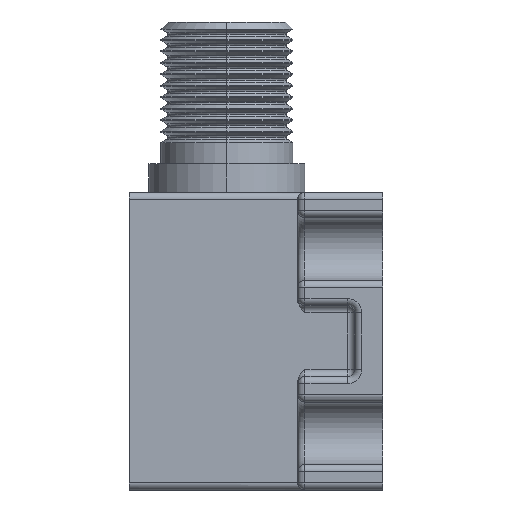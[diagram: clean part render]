
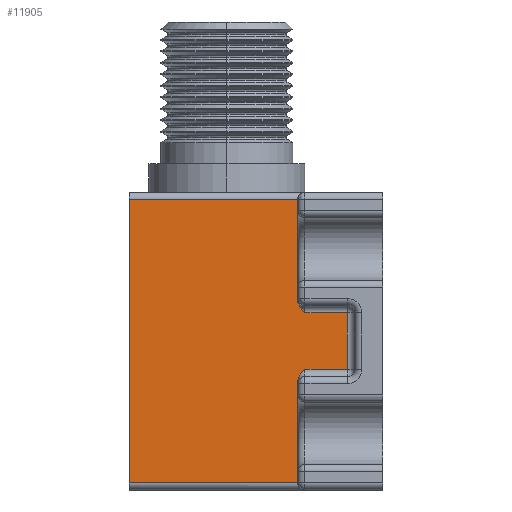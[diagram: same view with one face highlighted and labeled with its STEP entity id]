
A CAD part, left-side view. The second image highlights one B-rep face of the part: STEP entity #11905.
In plain terms, the highlighted planar face has unit normal (-1, 0, 0).
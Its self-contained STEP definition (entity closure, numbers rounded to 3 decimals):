
#94 = CARTESIAN_POINT ( 'NONE',  ( -29., 0., 10.5 ) ) ;
#390 = ORIENTED_EDGE ( 'NONE', *, *, #19143, .F. ) ;
#422 = CARTESIAN_POINT ( 'NONE',  ( -29., 17.9, 10.5 ) ) ;
#497 = ORIENTED_EDGE ( 'NONE', *, *, #19053, .F. ) ;
#603 = VERTEX_POINT ( 'NONE', #15936 ) ;
#995 = VERTEX_POINT ( 'NONE', #13200 ) ;
#1106 = DIRECTION ( 'NONE',  ( 0., -1., 0. ) ) ;
#1781 = VERTEX_POINT ( 'NONE', #11983 ) ;
#1910 = VECTOR ( 'NONE', #11643, 1000. ) ;
#1959 = CARTESIAN_POINT ( 'NONE',  ( -29., 5.5, -2. ) ) ;
#1976 = EDGE_CURVE ( 'NONE', #995, #9080, #7838, .T. ) ;
#2601 = CARTESIAN_POINT ( 'NONE',  ( -29., 6., 2.866 ) ) ;
#3313 = ORIENTED_EDGE ( 'NONE', *, *, #1976, .T. ) ;
#3433 = CARTESIAN_POINT ( 'NONE',  ( -29., 2.5, 2. ) ) ;
#4061 = CARTESIAN_POINT ( 'NONE',  ( -29., 5.5, -2. ) ) ;
#4218 = EDGE_CURVE ( 'NONE', #16471, #14400, #8622, .T. ) ;
#4919 = ORIENTED_EDGE ( 'NONE', *, *, #9193, .T. ) ;
#5884 = AXIS2_PLACEMENT_3D ( 'NONE', #94, #11539, #18119 ) ;
#5948 = LINE ( 'NONE', #17516, #6112 ) ;
#5982 = LINE ( 'NONE', #17231, #8694 ) ;
#6112 = VECTOR ( 'NONE', #12647, 1000. ) ;
#6586 = EDGE_CURVE ( 'NONE', #14400, #1781, #15892, .T. ) ;
#6900 = PLANE ( 'NONE',  #5884 ) ;
#7311 = CARTESIAN_POINT ( 'NONE',  ( -29., 6., 2.866 ) ) ;
#7367 = EDGE_LOOP ( 'NONE', ( #12526, #8821, #390, #17711, #4919, #18294, #3313, #20035, #497, #19706 ) ) ;
#7791 = DIRECTION ( 'NONE',  ( 0., 0., -1. ) ) ;
#7838 = LINE ( 'NONE', #17659, #17524 ) ;
#7883 = CARTESIAN_POINT ( 'NONE',  ( -29., 5.744, 2.244 ) ) ;
#8429 = VECTOR ( 'NONE', #1106, 1000. ) ;
#8619 = FACE_OUTER_BOUND ( 'NONE', #7367, .T. ) ;
#8622 = LINE ( 'NONE', #422, #16374 ) ;
#8694 = VECTOR ( 'NONE', #12568, 1000. ) ;
#8728 = DIRECTION ( 'NONE',  ( 0., 1., 0. ) ) ;
#8821 = ORIENTED_EDGE ( 'NONE', *, *, #6586, .T. ) ;
#9040 = CARTESIAN_POINT ( 'NONE',  ( -29., 17.9, 10. ) ) ;
#9080 = VERTEX_POINT ( 'NONE', #18728 ) ;
#9193 = EDGE_CURVE ( 'NONE', #16385, #13139, #5982, .T. ) ;
#9241 = CARTESIAN_POINT ( 'NONE',  ( -29., 17.9, 10. ) ) ;
#9382 = CARTESIAN_POINT ( 'NONE',  ( -29., 6., 2.693 ) ) ;
#9453 = DIRECTION ( 'NONE',  ( 0., 1., 0. ) ) ;
#10242 = EDGE_CURVE ( 'NONE', #603, #16471, #10674, .T. ) ;
#10674 = LINE ( 'NONE', #9040, #19433 ) ;
#10854 = CARTESIAN_POINT ( 'NONE',  ( -29., 2.5, -2. ) ) ;
#11118 = CARTESIAN_POINT ( 'NONE',  ( -29., 5.621, 2.121 ) ) ;
#11539 = DIRECTION ( 'NONE',  ( 1., 0., 0. ) ) ;
#11643 = DIRECTION ( 'NONE',  ( 0., 0., 1. ) ) ;
#11905 = ADVANCED_FACE ( 'NONE', ( #8619 ), #6900, .F. ) ;
#11983 = CARTESIAN_POINT ( 'NONE',  ( -29., 6., -10. ) ) ;
#12042 = CARTESIAN_POINT ( 'NONE',  ( -29., 5.744, -2.244 ) ) ;
#12230 = EDGE_CURVE ( 'NONE', #19942, #16385, #16123, .T. ) ;
#12257 = CARTESIAN_POINT ( 'NONE',  ( -29., 6., -2.693 ) ) ;
#12526 = ORIENTED_EDGE ( 'NONE', *, *, #4218, .T. ) ;
#12568 = DIRECTION ( 'NONE',  ( 0., -1., 0. ) ) ;
#12647 = DIRECTION ( 'NONE',  ( 0., 0., -1. ) ) ;
#12854 = LINE ( 'NONE', #14492, #16784 ) ;
#13139 = VERTEX_POINT ( 'NONE', #10854 ) ;
#13200 = CARTESIAN_POINT ( 'NONE',  ( -29., 2.5, 2. ) ) ;
#13482 = CARTESIAN_POINT ( 'NONE',  ( -29., 17.9, -10. ) ) ;
#14083 = EDGE_CURVE ( 'NONE', #9080, #18746, #16491, .T. ) ;
#14400 = VERTEX_POINT ( 'NONE', #13482 ) ;
#14492 = CARTESIAN_POINT ( 'NONE',  ( -29., 6., 10.5 ) ) ;
#14562 = LINE ( 'NONE', #3433, #1910 ) ;
#15892 = LINE ( 'NONE', #17626, #8429 ) ;
#15936 = CARTESIAN_POINT ( 'NONE',  ( -29., 6., 10. ) ) ;
#15979 = CARTESIAN_POINT ( 'NONE',  ( -29., 5.5, 2. ) ) ;
#16123 = B_SPLINE_CURVE_WITH_KNOTS ( 'NONE', 3,
 ( #17326, #12257, #18725, #12042, #17014, #4061 ),
 .UNSPECIFIED., .F., .F.,
 ( 4, 2, 4 ),
 ( 0., 0.001, 0.001 ),
 .UNSPECIFIED. ) ;
#16374 = VECTOR ( 'NONE', #18326, 1000. ) ;
#16385 = VERTEX_POINT ( 'NONE', #1959 ) ;
#16471 = VERTEX_POINT ( 'NONE', #9241 ) ;
#16491 = B_SPLINE_CURVE_WITH_KNOTS ( 'NONE', 3,
 ( #15979, #11118, #7883, #19212, #9382, #2601 ),
 .UNSPECIFIED., .F., .F.,
 ( 4, 2, 4 ),
 ( 0., 0.001, 0.001 ),
 .UNSPECIFIED. ) ;
#16784 = VECTOR ( 'NONE', #7791, 1000. ) ;
#17014 = CARTESIAN_POINT ( 'NONE',  ( -29., 5.621, -2.121 ) ) ;
#17130 = CARTESIAN_POINT ( 'NONE',  ( -29., 6., -2.866 ) ) ;
#17231 = CARTESIAN_POINT ( 'NONE',  ( -29., 0., -2. ) ) ;
#17326 = CARTESIAN_POINT ( 'NONE',  ( -29., 6., -2.866 ) ) ;
#17495 = EDGE_CURVE ( 'NONE', #13139, #995, #14562, .T. ) ;
#17516 = CARTESIAN_POINT ( 'NONE',  ( -29., 6., 10.5 ) ) ;
#17524 = VECTOR ( 'NONE', #9453, 1000. ) ;
#17626 = CARTESIAN_POINT ( 'NONE',  ( -29., 0., -10. ) ) ;
#17659 = CARTESIAN_POINT ( 'NONE',  ( -29., 0., 2. ) ) ;
#17711 = ORIENTED_EDGE ( 'NONE', *, *, #12230, .T. ) ;
#18119 = DIRECTION ( 'NONE',  ( 0., 0., -1. ) ) ;
#18294 = ORIENTED_EDGE ( 'NONE', *, *, #17495, .T. ) ;
#18326 = DIRECTION ( 'NONE',  ( 0., 0., -1. ) ) ;
#18725 = CARTESIAN_POINT ( 'NONE',  ( -29., 5.933, -2.529 ) ) ;
#18728 = CARTESIAN_POINT ( 'NONE',  ( -29., 5.5, 2. ) ) ;
#18746 = VERTEX_POINT ( 'NONE', #7311 ) ;
#19053 = EDGE_CURVE ( 'NONE', #603, #18746, #12854, .T. ) ;
#19143 = EDGE_CURVE ( 'NONE', #19942, #1781, #5948, .T. ) ;
#19212 = CARTESIAN_POINT ( 'NONE',  ( -29., 5.933, 2.529 ) ) ;
#19433 = VECTOR ( 'NONE', #8728, 1000. ) ;
#19706 = ORIENTED_EDGE ( 'NONE', *, *, #10242, .T. ) ;
#19942 = VERTEX_POINT ( 'NONE', #17130 ) ;
#20035 = ORIENTED_EDGE ( 'NONE', *, *, #14083, .T. ) ;
